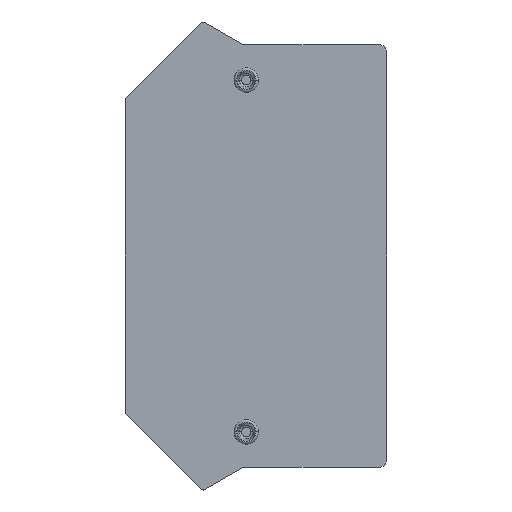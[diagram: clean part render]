
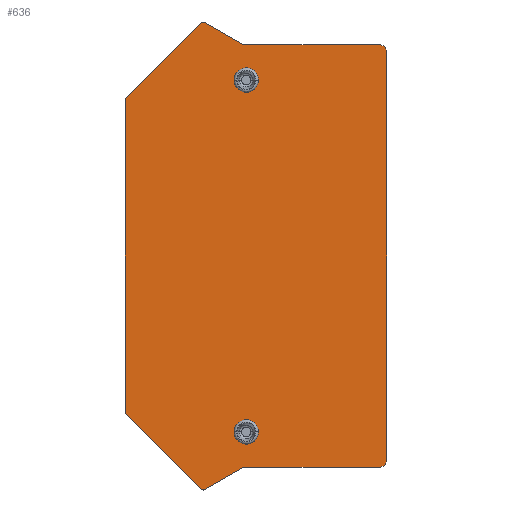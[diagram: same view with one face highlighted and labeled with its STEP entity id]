
A CAD part, left-side view. The second image highlights one B-rep face of the part: STEP entity #636.
In plain terms, the highlighted planar face has unit normal (-1, 0, 0).
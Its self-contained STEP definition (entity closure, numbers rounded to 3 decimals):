
#11=CARTESIAN_POINT('',(0.,20.95,-22.5));
#12=DIRECTION('',(-1.,0.,0.));
#13=DIRECTION('',(0.,1.,0.));
#14=AXIS2_PLACEMENT_3D('',#11,#12,#13);
#16=CARTESIAN_POINT('',(0.,20.95,-22.5));
#17=DIRECTION('',(-1.,0.,0.));
#18=DIRECTION('',(0.,-1.,0.));
#19=AXIS2_PLACEMENT_3D('',#16,#17,#18);
#31=CARTESIAN_POINT('',(0.,20.95,22.5));
#32=DIRECTION('',(-1.,0.,0.));
#33=DIRECTION('',(0.,-1.,0.));
#34=AXIS2_PLACEMENT_3D('',#31,#32,#33);
#36=CARTESIAN_POINT('',(0.,20.95,22.5));
#37=DIRECTION('',(-1.,0.,0.));
#38=DIRECTION('',(0.,1.,0.));
#39=AXIS2_PLACEMENT_3D('',#36,#37,#38);
#41=CARTESIAN_POINT('',(0.,3.95,-26.));
#42=DIRECTION('',(-1.,0.,0.));
#43=DIRECTION('',(0.,0.,-1.));
#44=AXIS2_PLACEMENT_3D('',#41,#42,#43);
#46=DIRECTION('',(0.,1.,0.));
#47=VECTOR('',#46,17.3);
#48=CARTESIAN_POINT('',(0.,3.95,-27.));
#49=LINE('',#48,#47);
#50=DIRECTION('',(0.,0.866,-0.5));
#51=VECTOR('',#50,5.77);
#52=CARTESIAN_POINT('',(0.,21.25,-27.));
#53=LINE('',#52,#51);
#54=CARTESIAN_POINT('',(0.,26.397,-29.625));
#55=DIRECTION('',(-1.,0.,0.));
#56=DIRECTION('',(0.,0.707,-0.707));
#57=AXIS2_PLACEMENT_3D('',#54,#55,#56);
#59=DIRECTION('',(0.,0.707,0.707));
#60=VECTOR('',#59,13.79);
#61=CARTESIAN_POINT('',(0.,26.609,-29.837));
#62=LINE('',#61,#60);
#63=CARTESIAN_POINT('',(0.,36.15,-19.876));
#64=DIRECTION('',(-1.,0.,0.));
#65=DIRECTION('',(0.,1.,0.));
#66=AXIS2_PLACEMENT_3D('',#63,#64,#65);
#68=DIRECTION('',(0.,0.,1.));
#69=VECTOR('',#68,39.751);
#70=CARTESIAN_POINT('',(0.,36.45,-19.876));
#71=LINE('',#70,#69);
#72=CARTESIAN_POINT('',(0.,36.15,19.876));
#73=DIRECTION('',(-1.,0.,0.));
#74=DIRECTION('',(0.,0.707,0.707));
#75=AXIS2_PLACEMENT_3D('',#72,#73,#74);
#77=DIRECTION('',(0.,-0.707,0.707));
#78=VECTOR('',#77,13.79);
#79=CARTESIAN_POINT('',(0.,36.362,20.088));
#80=LINE('',#79,#78);
#81=CARTESIAN_POINT('',(0.,26.397,29.625));
#82=DIRECTION('',(-1.,0.,0.));
#83=DIRECTION('',(0.,-0.5,0.866));
#84=AXIS2_PLACEMENT_3D('',#81,#82,#83);
#86=DIRECTION('',(0.,-0.866,-0.5));
#87=VECTOR('',#86,5.77);
#88=CARTESIAN_POINT('',(0.,26.247,29.885));
#89=LINE('',#88,#87);
#90=DIRECTION('',(0.,-1.,0.));
#91=VECTOR('',#90,17.3);
#92=CARTESIAN_POINT('',(0.,21.25,27.));
#93=LINE('',#92,#91);
#94=CARTESIAN_POINT('',(0.,3.95,26.));
#95=DIRECTION('',(-1.,0.,0.));
#96=DIRECTION('',(0.,-1.,0.));
#97=AXIS2_PLACEMENT_3D('',#94,#95,#96);
#99=DIRECTION('',(0.,0.,-1.));
#100=VECTOR('',#99,52.);
#101=CARTESIAN_POINT('',(0.,2.95,26.));
#102=LINE('',#101,#100);
#473=CARTESIAN_POINT('',(0.,22.39,-22.5));
#474=CARTESIAN_POINT('',(0.,19.51,-22.5));
#475=VERTEX_POINT('',#473);
#476=VERTEX_POINT('',#474);
#505=CARTESIAN_POINT('',(0.,19.51,22.5));
#506=CARTESIAN_POINT('',(0.,22.39,22.5));
#507=VERTEX_POINT('',#505);
#508=VERTEX_POINT('',#506);
#509=CARTESIAN_POINT('',(0.,21.25,27.));
#511=VERTEX_POINT('',#509);
#513=CARTESIAN_POINT('',(0.,21.25,-27.));
#515=VERTEX_POINT('',#513);
#517=CARTESIAN_POINT('',(0.,26.247,29.885));
#518=CARTESIAN_POINT('',(0.,26.609,29.837));
#519=VERTEX_POINT('',#517);
#520=VERTEX_POINT('',#518);
#525=CARTESIAN_POINT('',(0.,36.362,20.088));
#526=VERTEX_POINT('',#525);
#529=CARTESIAN_POINT('',(0.,26.609,-29.837));
#530=CARTESIAN_POINT('',(0.,26.247,-29.885));
#531=VERTEX_POINT('',#529);
#532=VERTEX_POINT('',#530);
#537=CARTESIAN_POINT('',(0.,36.362,-20.088));
#538=VERTEX_POINT('',#537);
#541=CARTESIAN_POINT('',(0.,3.95,-27.));
#542=CARTESIAN_POINT('',(0.,2.95,-26.));
#543=VERTEX_POINT('',#541);
#544=VERTEX_POINT('',#542);
#549=CARTESIAN_POINT('',(0.,2.95,26.));
#550=VERTEX_POINT('',#549);
#553=CARTESIAN_POINT('',(0.,3.95,27.));
#554=VERTEX_POINT('',#553);
#557=CARTESIAN_POINT('',(0.,36.45,19.876));
#558=VERTEX_POINT('',#557);
#561=CARTESIAN_POINT('',(0.,36.45,-19.876));
#562=VERTEX_POINT('',#561);
#589=CARTESIAN_POINT('',(0.,36.45,0.));
#590=DIRECTION('',(1.,0.,0.));
#591=DIRECTION('',(0.,0.,-1.));
#592=AXIS2_PLACEMENT_3D('',#589,#590,#591);
#593=PLANE('',#592);
#595=ORIENTED_EDGE('',*,*,#594,.F.);
#597=ORIENTED_EDGE('',*,*,#596,.T.);
#599=ORIENTED_EDGE('',*,*,#598,.T.);
#601=ORIENTED_EDGE('',*,*,#600,.F.);
#603=ORIENTED_EDGE('',*,*,#602,.T.);
#605=ORIENTED_EDGE('',*,*,#604,.F.);
#607=ORIENTED_EDGE('',*,*,#606,.T.);
#609=ORIENTED_EDGE('',*,*,#608,.F.);
#611=ORIENTED_EDGE('',*,*,#610,.T.);
#613=ORIENTED_EDGE('',*,*,#612,.F.);
#615=ORIENTED_EDGE('',*,*,#614,.T.);
#617=ORIENTED_EDGE('',*,*,#616,.T.);
#619=ORIENTED_EDGE('',*,*,#618,.F.);
#621=ORIENTED_EDGE('',*,*,#620,.T.);
#622=EDGE_LOOP('',(#595,#597,#599,#601,#603,#605,#607,#609,#611,#613,#615,#617,
#619,#621));
#623=FACE_OUTER_BOUND('',#622,.F.);
#625=ORIENTED_EDGE('',*,*,#624,.T.);
#627=ORIENTED_EDGE('',*,*,#626,.T.);
#628=EDGE_LOOP('',(#625,#627));
#629=FACE_BOUND('',#628,.F.);
#631=ORIENTED_EDGE('',*,*,#630,.T.);
#633=ORIENTED_EDGE('',*,*,#632,.T.);
#634=EDGE_LOOP('',(#631,#633));
#635=FACE_BOUND('',#634,.F.);
#636=ADVANCED_FACE('',(#623,#629,#635),#593,.F.);
#15=CIRCLE('',#14,1.44);
#20=CIRCLE('',#19,1.44);
#35=CIRCLE('',#34,1.44);
#40=CIRCLE('',#39,1.44);
#45=CIRCLE('',#44,1.);
#58=CIRCLE('',#57,0.3);
#67=CIRCLE('',#66,0.3);
#76=CIRCLE('',#75,0.3);
#85=CIRCLE('',#84,0.3);
#98=CIRCLE('',#97,1.);
#594=EDGE_CURVE('',#543,#544,#45,.T.);
#596=EDGE_CURVE('',#543,#515,#49,.T.);
#598=EDGE_CURVE('',#515,#532,#53,.T.);
#600=EDGE_CURVE('',#531,#532,#58,.T.);
#602=EDGE_CURVE('',#531,#538,#62,.T.);
#604=EDGE_CURVE('',#562,#538,#67,.T.);
#606=EDGE_CURVE('',#562,#558,#71,.T.);
#608=EDGE_CURVE('',#526,#558,#76,.T.);
#610=EDGE_CURVE('',#526,#520,#80,.T.);
#612=EDGE_CURVE('',#519,#520,#85,.T.);
#614=EDGE_CURVE('',#519,#511,#89,.T.);
#616=EDGE_CURVE('',#511,#554,#93,.T.);
#618=EDGE_CURVE('',#550,#554,#98,.T.);
#620=EDGE_CURVE('',#550,#544,#102,.T.);
#624=EDGE_CURVE('',#475,#476,#15,.T.);
#626=EDGE_CURVE('',#476,#475,#20,.T.);
#630=EDGE_CURVE('',#507,#508,#35,.T.);
#632=EDGE_CURVE('',#508,#507,#40,.T.);
